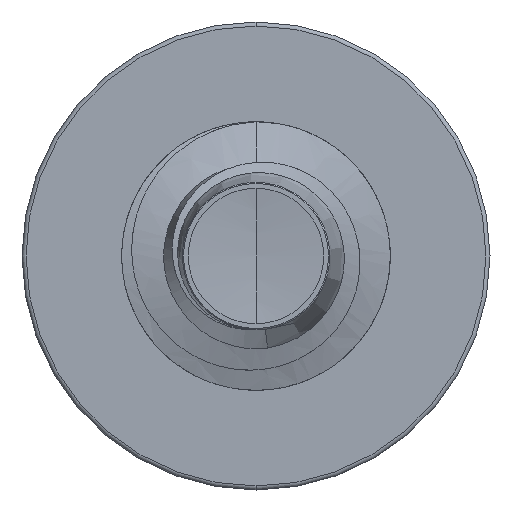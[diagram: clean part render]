
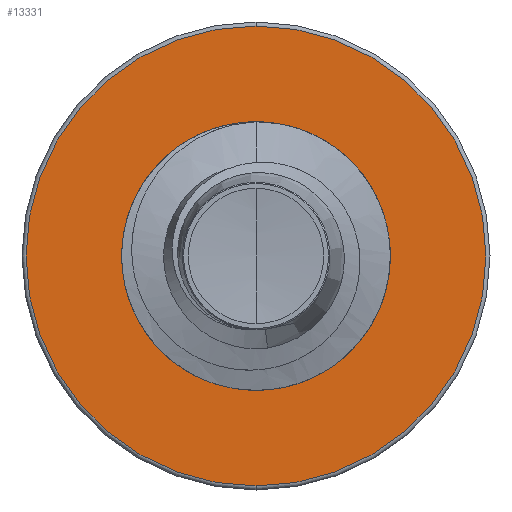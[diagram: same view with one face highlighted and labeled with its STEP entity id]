
A CAD part, front view. The second image highlights one B-rep face of the part: STEP entity #13331.
In plain terms, the highlighted planar face has unit normal (0, -1, 0).
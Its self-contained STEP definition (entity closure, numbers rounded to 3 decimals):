
#170 = CARTESIAN_POINT ( 'NONE',  ( 0., 7., 2.998 ) ) ;
#669 = AXIS2_PLACEMENT_3D ( 'NONE', #13634, #13631, #13609 ) ;
#1416 = ORIENTED_EDGE ( 'NONE', *, *, #12322, .T. ) ;
#1716 = AXIS2_PLACEMENT_3D ( 'NONE', #6638, #6623, #6621 ) ;
#2535 = VERTEX_POINT ( 'NONE', #170 ) ;
#5500 = AXIS2_PLACEMENT_3D ( 'NONE', #7445, #7431, #7428 ) ;
#5845 = CARTESIAN_POINT ( 'NONE',  ( 0., 7., -1.722 ) ) ;
#6621 = DIRECTION ( 'NONE',  ( 0., 0., 1. ) ) ;
#6623 = DIRECTION ( 'NONE',  ( 0., 1., 0. ) ) ;
#6638 = CARTESIAN_POINT ( 'NONE',  ( 0., 7., 0. ) ) ;
#6714 = DIRECTION ( 'NONE',  ( 0., 0., 1. ) ) ;
#6730 = DIRECTION ( 'NONE',  ( 0., 1., 0. ) ) ;
#6746 = CARTESIAN_POINT ( 'NONE',  ( 0., 7., -1.722 ) ) ;
#6765 = FACE_BOUND ( 'NONE', #9813, .T. ) ;
#6911 = PLANE ( 'NONE',  #8539 ) ;
#7428 = DIRECTION ( 'NONE',  ( 0., 0., 1. ) ) ;
#7431 = DIRECTION ( 'NONE',  ( 0., 1., 0. ) ) ;
#7445 = CARTESIAN_POINT ( 'NONE',  ( 0., 7., 0. ) ) ;
#7540 = CIRCLE ( 'NONE', #669, 1.722 ) ;
#7663 = VERTEX_POINT ( 'NONE', #12195 ) ;
#8539 = AXIS2_PLACEMENT_3D ( 'NONE', #6746, #6730, #6714 ) ;
#8855 = AXIS2_PLACEMENT_3D ( 'NONE', #13189, #13165, #13161 ) ;
#9638 = VERTEX_POINT ( 'NONE', #5845 ) ;
#9813 = EDGE_LOOP ( 'NONE', ( #1416, #9968 ) ) ;
#9968 = ORIENTED_EDGE ( 'NONE', *, *, #12351, .T. ) ;
#11053 = EDGE_LOOP ( 'NONE', ( #13147, #11148 ) ) ;
#11148 = ORIENTED_EDGE ( 'NONE', *, *, #11856, .F. ) ;
#11165 = CIRCLE ( 'NONE', #5500, 2.998 ) ;
#11323 = VERTEX_POINT ( 'NONE', #13121 ) ;
#11856 = EDGE_CURVE ( 'NONE', #11323, #2535, #11165, .T. ) ;
#11929 = EDGE_CURVE ( 'NONE', #2535, #11323, #12934, .T. ) ;
#12195 = CARTESIAN_POINT ( 'NONE',  ( 0., 7., 1.722 ) ) ;
#12322 = EDGE_CURVE ( 'NONE', #7663, #9638, #7540, .T. ) ;
#12351 = EDGE_CURVE ( 'NONE', #9638, #7663, #14107, .T. ) ;
#12934 = CIRCLE ( 'NONE', #1716, 2.998 ) ;
#13121 = CARTESIAN_POINT ( 'NONE',  ( 0., 7., -2.997 ) ) ;
#13147 = ORIENTED_EDGE ( 'NONE', *, *, #11929, .F. ) ;
#13161 = DIRECTION ( 'NONE',  ( 0., 0., 1. ) ) ;
#13165 = DIRECTION ( 'NONE',  ( 0., 1., 0. ) ) ;
#13189 = CARTESIAN_POINT ( 'NONE',  ( 0., 7., 0. ) ) ;
#13331 = ADVANCED_FACE ( 'NONE', ( #13881, #6765 ), #6911, .F. ) ;
#13609 = DIRECTION ( 'NONE',  ( 0., 0., 1. ) ) ;
#13631 = DIRECTION ( 'NONE',  ( 0., 1., 0. ) ) ;
#13634 = CARTESIAN_POINT ( 'NONE',  ( 0., 7., 0. ) ) ;
#13881 = FACE_OUTER_BOUND ( 'NONE', #11053, .T. ) ;
#14107 = CIRCLE ( 'NONE', #8855, 1.722 ) ;
